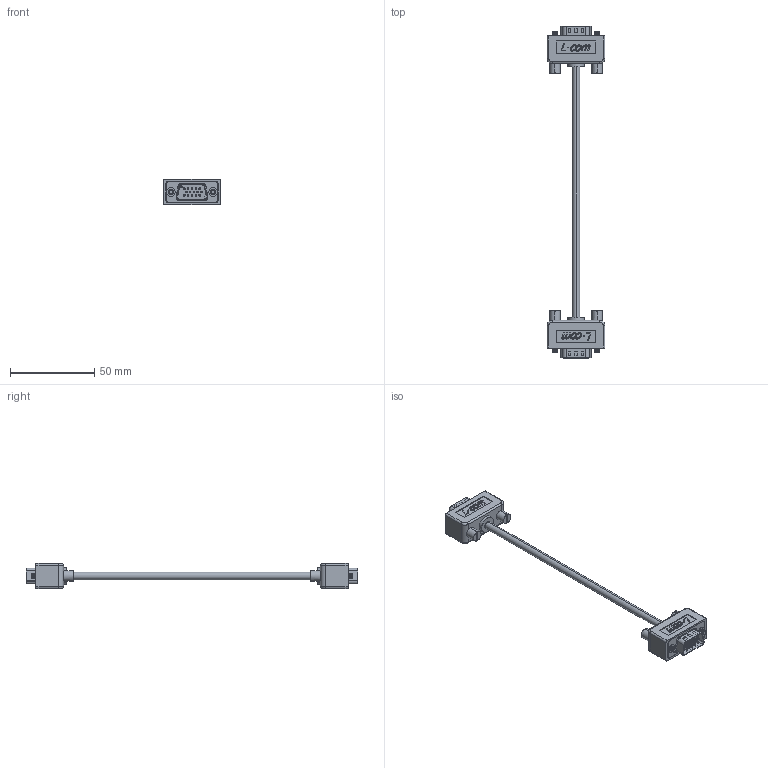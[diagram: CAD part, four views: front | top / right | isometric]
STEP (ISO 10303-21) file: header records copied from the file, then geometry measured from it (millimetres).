
FILE_DESCRIPTION (( 'STEP AP203' ), '1' );
FILE_NAME ('CTL3VGAMM-TP.STEP', '2006-06-23T18:29:38', ( 'lcom' ), ( 'lcom' ), 'SwSTEP 2.0', 'SolidWorks 2006004', '' );
FILE_SCHEMA (( 'CONFIG_CONTROL_DESIGN' ));
Length unit declared in the file: inch
Products named in the file (6): MTN-006; CTL3VGAM-T-MA1; 3AC03-011_Default 6" long; CTL3VGAMM-TP; 3AA07-009; SDH15P_With Clinch Nuts
Assembly tree (7 placements, depth 3):
  CTL3VGAMM-TP
    CTL3VGAM-T-MA1  x2
      3AA07-009
      MTN-006
      SDH15P_With Clinch Nuts
    3AC03-011_Default 6" long
Bounding box: 34.16 x 196.9 x 14.83 mm (x, y, z)
Volume: 21939.6 mm3; surface area: 14876.6 mm2
Topology: 9 solids, 9 shells, 1587 faces, 3827 edges, 2346 vertices
Faces by surface type: plane 592, cylinder 507, cone 224, bspline 152, sphere 60, torus 52
Entity records: 28560 total; most frequent: CARTESIAN_POINT 10663, DIRECTION 3584, ORIENTED_EDGE 3534, EDGE_CURVE 1767, AXIS2_PLACEMENT_3D 1287, VERTEX_POINT 1096, VECTOR 1010, LINE 1010
